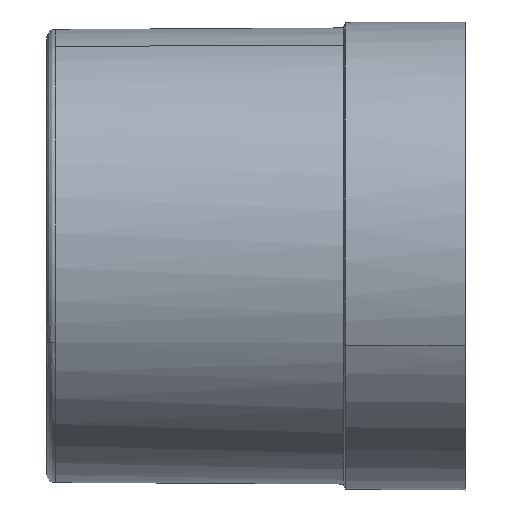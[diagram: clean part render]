
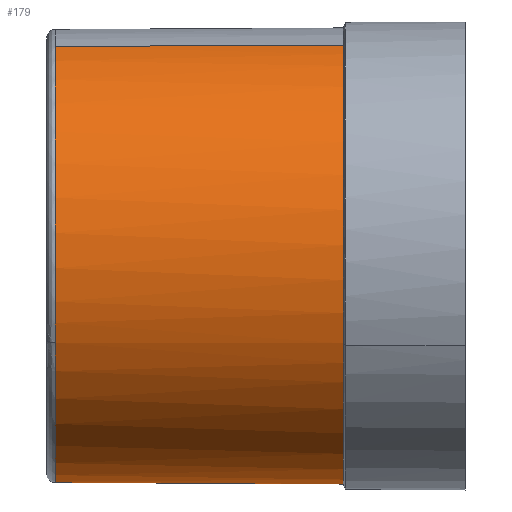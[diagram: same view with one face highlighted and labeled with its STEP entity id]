
A CAD part, left-side view. The second image highlights one B-rep face of the part: STEP entity #179.
In plain terms, the highlighted free-form (B-spline) face has degree [2, 1] with [5, 2] control points.
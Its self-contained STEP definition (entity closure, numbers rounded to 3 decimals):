
#179=ADVANCED_FACE('',(#344),#2915,.T.);
#344=FACE_OUTER_BOUND('',#512,.T.);
#512=EDGE_LOOP('',(#1459,#1460,#1461,#1462,#1463,#1464));
#1459=ORIENTED_EDGE('',*,*,#1949,.T.);
#1460=ORIENTED_EDGE('',*,*,#1931,.T.);
#1461=ORIENTED_EDGE('',*,*,#1936,.T.);
#1462=ORIENTED_EDGE('',*,*,#1937,.T.);
#1463=ORIENTED_EDGE('',*,*,#1935,.T.);
#1464=ORIENTED_EDGE('',*,*,#1948,.F.);
#1931=EDGE_CURVE('',#2464,#2744,#1995,.T.);
#1935=EDGE_CURVE('',#2746,#2750,#1999,.T.);
#1936=EDGE_CURVE('',#2744,#2745,#2428,.T.);
#1937=EDGE_CURVE('',#2745,#2746,#2000,.T.);
#1948=EDGE_CURVE('',#2749,#2750,#2432,.T.);
#1949=EDGE_CURVE('',#2749,#2464,#2008,.T.);
#1995=(
BOUNDED_CURVE()
B_SPLINE_CURVE(2,(#6893,#6894,#6895),.UNSPECIFIED.,.F.,.F.)
B_SPLINE_CURVE_WITH_KNOTS((3,3),(0.,40.849),.UNSPECIFIED.)
CURVE()
GEOMETRIC_REPRESENTATION_ITEM()
RATIONAL_B_SPLINE_CURVE((1.,0.707,1.))
REPRESENTATION_ITEM('')
);
#1999=(
BOUNDED_CURVE()
B_SPLINE_CURVE(2,(#6905,#6906,#6907),.UNSPECIFIED.,.F.,.F.)
B_SPLINE_CURVE_WITH_KNOTS((3,3),(-123.439,-82.292),
 .UNSPECIFIED.)
CURVE()
GEOMETRIC_REPRESENTATION_ITEM()
RATIONAL_B_SPLINE_CURVE((1.,0.707,1.))
REPRESENTATION_ITEM('')
);
#2000=(
BOUNDED_CURVE()
B_SPLINE_CURVE(2,(#6910,#6911,#6912),.UNSPECIFIED.,.F.,.F.)
B_SPLINE_CURVE_WITH_KNOTS((3,3),(-164.585,-123.439),
 .UNSPECIFIED.)
CURVE()
GEOMETRIC_REPRESENTATION_ITEM()
RATIONAL_B_SPLINE_CURVE((1.,0.707,1.))
REPRESENTATION_ITEM('')
);
#2008=(
BOUNDED_CURVE()
B_SPLINE_CURVE(2,(#6974,#6975,#6976),.UNSPECIFIED.,.F.,.F.)
B_SPLINE_CURVE_WITH_KNOTS((3,3),(40.849,81.698),
 .UNSPECIFIED.)
CURVE()
GEOMETRIC_REPRESENTATION_ITEM()
RATIONAL_B_SPLINE_CURVE((1.,0.707,1.))
REPRESENTATION_ITEM('')
);
#2428=B_SPLINE_CURVE_WITH_KNOTS('',1,(#6908,#6909),.UNSPECIFIED.,.F.,.F.,
(2,2),(3.316,36.353),.UNSPECIFIED.);
#2432=B_SPLINE_CURVE_WITH_KNOTS('',1,(#6972,#6973),.UNSPECIFIED.,.F.,.F.,
(2,2),(3.316,36.353),.UNSPECIFIED.);
#2464=VERTEX_POINT('',#4492);
#2744=VERTEX_POINT('',#4772);
#2745=VERTEX_POINT('',#4773);
#2746=VERTEX_POINT('',#4774);
#2749=VERTEX_POINT('',#4777);
#2750=VERTEX_POINT('',#4778);
#2915=(
BOUNDED_SURFACE()
B_SPLINE_SURFACE(2,1,((#4433,#4434),(#4435,#4436),(#4437,#4438),(#4439,
#4440),(#4441,#4442)),.UNSPECIFIED.,.F.,.F.,.F.)
B_SPLINE_SURFACE_WITH_KNOTS((3,2,3),(2,2),(82.292,123.439,
164.585),(0.,39.668),.UNSPECIFIED.)
GEOMETRIC_REPRESENTATION_ITEM()
RATIONAL_B_SPLINE_SURFACE(((1.,1.),(0.707,0.707),
(1.,1.),(0.707,0.707),(1.,1.)))
REPRESENTATION_ITEM('')
SURFACE()
);
#4433=CARTESIAN_POINT('',(-9.945,50.321,24.01));
#4434=CARTESIAN_POINT('',(-10.024,10.653,24.201));
#4435=CARTESIAN_POINT('',(-33.955,50.321,14.065));
#4436=CARTESIAN_POINT('',(-34.225,10.653,14.176));
#4437=CARTESIAN_POINT('',(-24.01,50.321,-9.945));
#4438=CARTESIAN_POINT('',(-24.201,10.653,-10.024));
#4439=CARTESIAN_POINT('',(-14.065,50.321,-33.955));
#4440=CARTESIAN_POINT('',(-14.176,10.653,-34.225));
#4441=CARTESIAN_POINT('',(9.945,50.321,-24.01));
#4442=CARTESIAN_POINT('',(10.024,10.653,-24.201));
#4492=CARTESIAN_POINT('',(-24.026,47.005,-9.952));
#4772=CARTESIAN_POINT('',(9.952,47.005,-24.026));
#4773=CARTESIAN_POINT('',(10.018,13.969,-24.185));
#4774=CARTESIAN_POINT('',(-24.185,13.969,-10.018));
#4777=CARTESIAN_POINT('',(-9.952,47.005,24.026));
#4778=CARTESIAN_POINT('',(-10.018,13.969,24.185));
#6893=CARTESIAN_POINT('',(-24.026,47.005,-9.952));
#6894=CARTESIAN_POINT('',(-14.074,47.005,-33.977));
#6895=CARTESIAN_POINT('',(9.952,47.005,-24.026));
#6905=CARTESIAN_POINT('',(-24.185,13.969,-10.018));
#6906=CARTESIAN_POINT('',(-34.202,13.969,14.167));
#6907=CARTESIAN_POINT('',(-10.018,13.969,24.185));
#6908=CARTESIAN_POINT('',(9.952,47.005,-24.026));
#6909=CARTESIAN_POINT('',(10.018,13.969,-24.185));
#6910=CARTESIAN_POINT('',(10.018,13.969,-24.185));
#6911=CARTESIAN_POINT('',(-14.167,13.969,-34.202));
#6912=CARTESIAN_POINT('',(-24.185,13.969,-10.018));
#6972=CARTESIAN_POINT('',(-9.952,47.005,24.026));
#6973=CARTESIAN_POINT('',(-10.018,13.969,24.185));
#6974=CARTESIAN_POINT('',(-9.952,47.005,24.026));
#6975=CARTESIAN_POINT('',(-33.977,47.005,14.074));
#6976=CARTESIAN_POINT('',(-24.026,47.005,-9.952));
